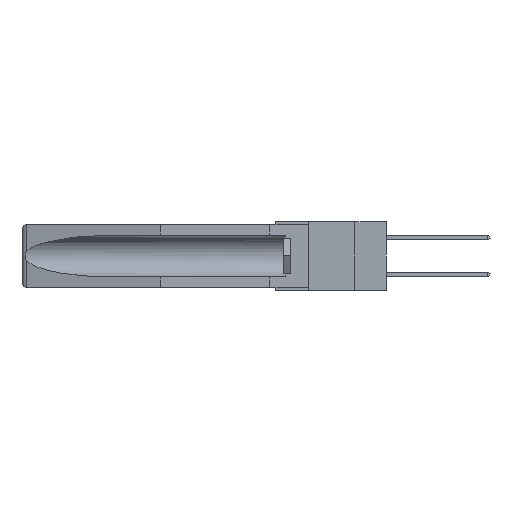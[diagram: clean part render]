
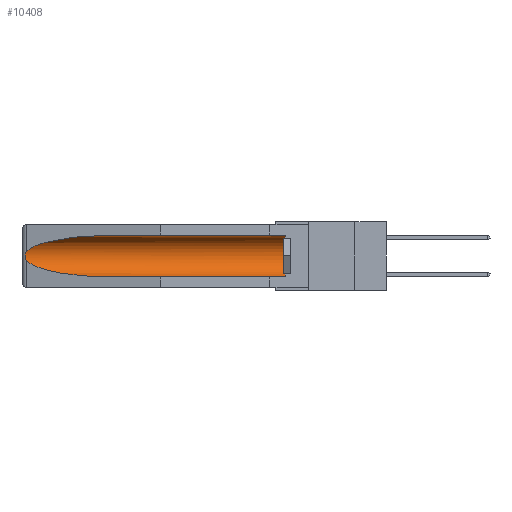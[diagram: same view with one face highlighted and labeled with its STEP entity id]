
A CAD part, left-side view. The second image highlights one B-rep face of the part: STEP entity #10408.
In plain terms, the highlighted cylindrical face has radius 2.857 mm (diameter 5.715 mm), a partial arc.
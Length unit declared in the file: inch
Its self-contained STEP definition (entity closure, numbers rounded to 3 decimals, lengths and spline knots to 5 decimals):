
#1388 = DIRECTION ( 'NONE',  ( 0., 1., 0. ) ) ;
#1734 = AXIS2_PLACEMENT_3D ( 'NONE', #11238, #20668, #23087 ) ;
#1935 = FACE_OUTER_BOUND ( 'NONE', #23808, .T. ) ;
#2574 = EDGE_CURVE ( 'NONE', #13815, #26451, #25483, .T. ) ;
#2769 = LINE ( 'NONE', #22835, #28469 ) ;
#3862 = CARTESIAN_POINT ( 'NONE',  ( 0.155, 1.07973, -0.284 ) ) ;
#5199 = VECTOR ( 'NONE', #13917, 39.37008 ) ;
#5635 = CARTESIAN_POINT ( 'NONE',  ( 0.26537, 1.52718, -0.14972 ) ) ;
#5819 = CARTESIAN_POINT ( 'NONE',  ( 0.26597, 1.5296, -0.19026 ) ) ;
#6687 =( BOUNDED_CURVE ( )  B_SPLINE_CURVE ( 3, ( #18553, #11129, #16007, #3862 ),
 .UNSPECIFIED., .F., .F. ) 
 B_SPLINE_CURVE_WITH_KNOTS ( ( 4, 4 ),
 ( 0.1948, 1.5708 ),
 .UNSPECIFIED. ) 
 CURVE ( )  GEOMETRIC_REPRESENTATION_ITEM ( )  RATIONAL_B_SPLINE_CURVE ( ( 1., 0.848, 0.848, 1. ) ) 
 REPRESENTATION_ITEM ( '' )  );
#6804 = VERTEX_POINT ( 'NONE', #30110 ) ;
#7469 = AXIS2_PLACEMENT_3D ( 'NONE', #18814, #11409, #9283 ) ;
#8325 = ORIENTED_EDGE ( 'NONE', *, *, #24863, .T. ) ;
#9048 = CARTESIAN_POINT ( 'NONE',  ( 0.155, -0.30754, -0.059 ) ) ;
#9283 = DIRECTION ( 'NONE',  ( 0., 0., 1. ) ) ;
#10408 = ADVANCED_FACE ( 'NONE', ( #1935 ), #27221, .F. ) ;
#10737 = ORIENTED_EDGE ( 'NONE', *, *, #25208, .F. ) ;
#10884 = CARTESIAN_POINT ( 'NONE',  ( 0.26597, 1.52961, -0.15275 ) ) ;
#10986 = CARTESIAN_POINT ( 'NONE',  ( 0.2673, 1.53269, -0.17917 ) ) ;
#11060 = VERTEX_POINT ( 'NONE', #24120 ) ;
#11129 = CARTESIAN_POINT ( 'NONE',  ( 0.25451, 1.48313, -0.24835 ) ) ;
#11238 = CARTESIAN_POINT ( 'NONE',  ( 0.155, 0.126, -0.1715 ) ) ;
#11409 = DIRECTION ( 'NONE',  ( 0., 1., 0. ) ) ;
#13264 = ORIENTED_EDGE ( 'NONE', *, *, #2574, .T. ) ;
#13317 = CARTESIAN_POINT ( 'NONE',  ( 0.2675, 1.53308, -0.17534 ) ) ;
#13664 = B_SPLINE_CURVE_WITH_KNOTS ( 'NONE', 3,
 ( #15555, #10884, #27576, #25146, #18215, #13317, #10986, #25253, #5819, #18317 ),
 .UNSPECIFIED., .F., .F.,
 ( 4, 2, 2, 2, 4 ),
 ( 0., 0.00029, 0.00058, 0.00087, 0.00117 ),
 .UNSPECIFIED. ) ;
#13815 = VERTEX_POINT ( 'NONE', #16404 ) ;
#13917 = DIRECTION ( 'NONE',  ( 0., 1., 0. ) ) ;
#15274 = CARTESIAN_POINT ( 'NONE',  ( 0.21114, 1.30732, -0.059 ) ) ;
#15555 = CARTESIAN_POINT ( 'NONE',  ( 0.26537, 1.52718, -0.14972 ) ) ;
#16007 = CARTESIAN_POINT ( 'NONE',  ( 0.21114, 1.30732, -0.284 ) ) ;
#16190 = VERTEX_POINT ( 'NONE', #21832 ) ;
#16404 = CARTESIAN_POINT ( 'NONE',  ( 0.155, 0.126, -0.284 ) ) ;
#18215 = CARTESIAN_POINT ( 'NONE',  ( 0.2675, 1.53308, -0.16763 ) ) ;
#18317 = CARTESIAN_POINT ( 'NONE',  ( 0.26537, 1.52718, -0.19328 ) ) ;
#18553 = CARTESIAN_POINT ( 'NONE',  ( 0.26537, 1.52718, -0.19328 ) ) ;
#18814 = CARTESIAN_POINT ( 'NONE',  ( 0.155, -0.30754, -0.1715 ) ) ;
#20130 = CARTESIAN_POINT ( 'NONE',  ( 0.25451, 1.48313, -0.09465 ) ) ;
#20665 =( BOUNDED_CURVE ( )  B_SPLINE_CURVE ( 3, ( #29706, #15274, #20130, #5635 ),
 .UNSPECIFIED., .F., .F. ) 
 B_SPLINE_CURVE_WITH_KNOTS ( ( 4, 4 ),
 ( 4.71239, 6.08839 ),
 .UNSPECIFIED. ) 
 CURVE ( )  GEOMETRIC_REPRESENTATION_ITEM ( )  RATIONAL_B_SPLINE_CURVE ( ( 1., 0.848, 0.848, 1. ) ) 
 REPRESENTATION_ITEM ( '' )  );
#20668 = DIRECTION ( 'NONE',  ( 0., -1., 0. ) ) ;
#20957 = ORIENTED_EDGE ( 'NONE', *, *, #23733, .T. ) ;
#21832 = CARTESIAN_POINT ( 'NONE',  ( 0.155, 1.07973, -0.284 ) ) ;
#22767 = EDGE_CURVE ( 'NONE', #26451, #29941, #22987, .T. ) ;
#22835 = CARTESIAN_POINT ( 'NONE',  ( 0.155, -0.30754, -0.284 ) ) ;
#22987 = LINE ( 'NONE', #9048, #5199 ) ;
#23014 = ORIENTED_EDGE ( 'NONE', *, *, #22767, .T. ) ;
#23087 = DIRECTION ( 'NONE',  ( 0., 0., 1. ) ) ;
#23733 = EDGE_CURVE ( 'NONE', #29941, #11060, #20665, .T. ) ;
#23808 = EDGE_LOOP ( 'NONE', ( #20957, #25638, #8325, #10737, #13264, #23014 ) ) ;
#23905 = CARTESIAN_POINT ( 'NONE',  ( 0.155, 1.07973, -0.059 ) ) ;
#24120 = CARTESIAN_POINT ( 'NONE',  ( 0.26537, 1.52718, -0.14972 ) ) ;
#24863 = EDGE_CURVE ( 'NONE', #6804, #16190, #6687, .T. ) ;
#25146 = CARTESIAN_POINT ( 'NONE',  ( 0.2673, 1.5327, -0.16383 ) ) ;
#25208 = EDGE_CURVE ( 'NONE', #13815, #16190, #2769, .T. ) ;
#25252 = EDGE_CURVE ( 'NONE', #11060, #6804, #13664, .T. ) ;
#25253 = CARTESIAN_POINT ( 'NONE',  ( 0.26655, 1.53094, -0.18657 ) ) ;
#25483 = CIRCLE ( 'NONE', #1734, 0.1125 ) ;
#25516 = CARTESIAN_POINT ( 'NONE',  ( 0.155, 0.126, -0.059 ) ) ;
#25638 = ORIENTED_EDGE ( 'NONE', *, *, #25252, .T. ) ;
#26451 = VERTEX_POINT ( 'NONE', #25516 ) ;
#27221 = CYLINDRICAL_SURFACE ( 'NONE', #7469, 0.1125 ) ;
#27576 = CARTESIAN_POINT ( 'NONE',  ( 0.26654, 1.53092, -0.15636 ) ) ;
#28469 = VECTOR ( 'NONE', #1388, 39.37008 ) ;
#29706 = CARTESIAN_POINT ( 'NONE',  ( 0.155, 1.07973, -0.059 ) ) ;
#29941 = VERTEX_POINT ( 'NONE', #23905 ) ;
#30110 = CARTESIAN_POINT ( 'NONE',  ( 0.26537, 1.52718, -0.19328 ) ) ;
